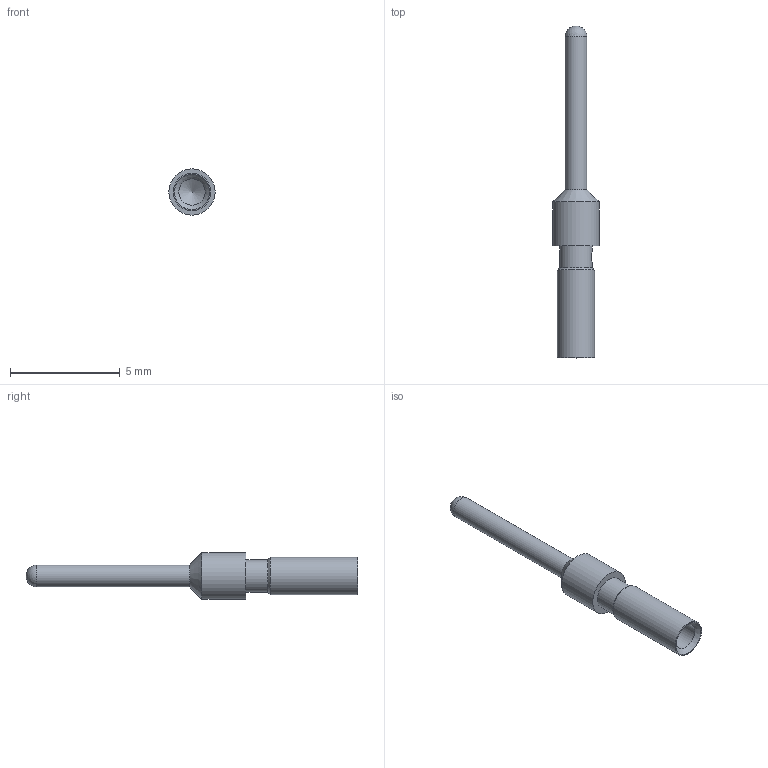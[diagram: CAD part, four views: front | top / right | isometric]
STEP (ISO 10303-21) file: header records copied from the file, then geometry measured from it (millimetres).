
FILE_DESCRIPTION(/* description */ (''),/* implementation_level */ '2;1');
FILE_NAME(/* name */ 'FM10S-005-0.5-01_1010090000003.stp',/* time_stamp */ '2023-07-31T14:23:50+08:00',/* author */ (''),/* organization */ (''),/* preprocessor_version */ 'ST-DEVELOPER v11',/* originating_system */ 'SIEMENS PLM Software NX 7.5',/* authorisation */ '');
FILE_SCHEMA (('CONFIG_CONTROL_DESIGN'));
Length unit declared in the file: millimetre
Products named in the file (1): 5A(3+12)
Bounding box: 2.1 x 15.1 x 2.1 mm (x, y, z)
Volume: 18.9 mm3; surface area: 89.5 mm2
Topology: 1 solids, 1 shells, 13 faces, 30 edges, 18 vertices
Faces by surface type: cylinder 6, cone 4, plane 2, sphere 1
Full cylindrical faces by diameter (mm): 0.6 x1, 1 x1, 1.2 x1, 1.5 x1, 1.7 x1, 2.1 x1
Entity records: 472 total; most frequent: CARTESIAN_POINT 161, DIRECTION 50, FACE_BOUND 26, EDGE_LOOP 26, ORIENTED_EDGE 26, AXIS2_PLACEMENT_3D 25, VERTEX_POINT 14, ADVANCED_FACE 13
